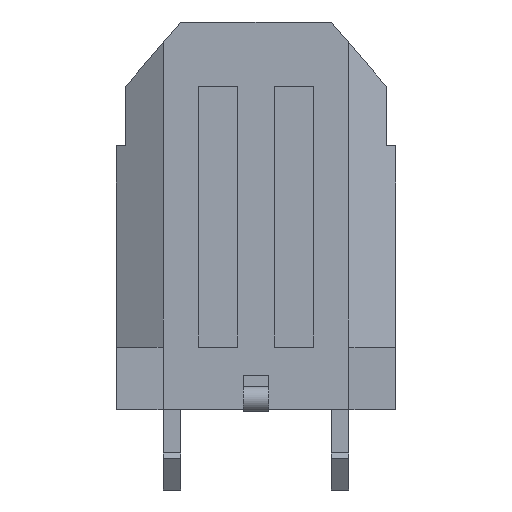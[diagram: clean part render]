
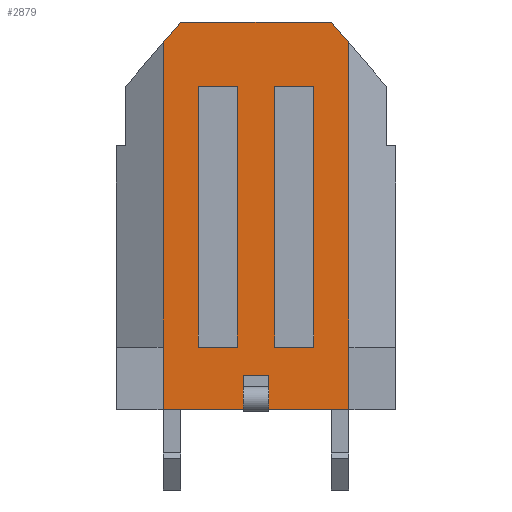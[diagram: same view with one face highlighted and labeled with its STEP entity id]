
A CAD part, front view. The second image highlights one B-rep face of the part: STEP entity #2879.
In plain terms, the highlighted planar face has unit normal (0, -1, 0).
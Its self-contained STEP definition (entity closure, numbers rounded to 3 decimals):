
#53=DIRECTION('',(1.,0.,0.));
#54=VECTOR('',#53,1.);
#55=CARTESIAN_POINT('',(-1.475,-3.43,3.315));
#56=LINE('',#55,#54);
#57=DIRECTION('',(0.,0.,1.));
#58=VECTOR('',#57,6.67);
#59=CARTESIAN_POINT('',(-1.475,-3.43,-3.355));
#60=LINE('',#59,#58);
#61=DIRECTION('',(1.,0.,0.));
#62=VECTOR('',#61,1.);
#63=CARTESIAN_POINT('',(-1.475,-3.43,-3.355));
#64=LINE('',#63,#62);
#65=DIRECTION('',(0.,0.,1.));
#66=VECTOR('',#65,6.67);
#67=CARTESIAN_POINT('',(-0.475,-3.43,-3.355));
#68=LINE('',#67,#66);
#69=DIRECTION('',(1.,0.,0.));
#70=VECTOR('',#69,1.);
#71=CARTESIAN_POINT('',(0.475,-3.43,3.315));
#72=LINE('',#71,#70);
#73=DIRECTION('',(0.,0.,1.));
#74=VECTOR('',#73,6.67);
#75=CARTESIAN_POINT('',(0.475,-3.43,-3.355));
#76=LINE('',#75,#74);
#77=DIRECTION('',(1.,0.,0.));
#78=VECTOR('',#77,1.);
#79=CARTESIAN_POINT('',(0.475,-3.43,-3.355));
#80=LINE('',#79,#78);
#81=DIRECTION('',(0.,0.,1.));
#82=VECTOR('',#81,6.67);
#83=CARTESIAN_POINT('',(1.475,-3.43,-3.355));
#84=LINE('',#83,#82);
#85=DIRECTION('',(0.,0.,1.));
#86=VECTOR('',#85,0.64);
#87=CARTESIAN_POINT('',(0.32,-3.43,-4.714));
#88=LINE('',#87,#86);
#89=DIRECTION('',(0.,0.,1.));
#90=VECTOR('',#89,0.64);
#91=CARTESIAN_POINT('',(-0.32,-3.43,-4.714));
#92=LINE('',#91,#90);
#93=DIRECTION('',(0.,0.,-1.));
#94=VECTOR('',#93,0.241);
#95=CARTESIAN_POINT('',(-0.32,-3.43,-4.714));
#96=LINE('',#95,#94);
#97=DIRECTION('',(0.,0.,-1.));
#98=VECTOR('',#97,7.783);
#99=CARTESIAN_POINT('',(-2.375,-3.43,4.428));
#100=LINE('',#99,#98);
#101=DIRECTION('',(-0.649,0.,-0.761));
#102=VECTOR('',#101,0.693);
#103=CARTESIAN_POINT('',(-1.925,-3.43,4.955));
#104=LINE('',#103,#102);
#105=DIRECTION('',(1.,0.,0.));
#106=VECTOR('',#105,3.85);
#107=CARTESIAN_POINT('',(-1.925,-3.43,4.955));
#108=LINE('',#107,#106);
#109=DIRECTION('',(-0.649,0.,0.761));
#110=VECTOR('',#109,0.693);
#111=CARTESIAN_POINT('',(2.375,-3.43,4.428));
#112=LINE('',#111,#110);
#113=DIRECTION('',(0.,0.,-1.));
#114=VECTOR('',#113,7.783);
#115=CARTESIAN_POINT('',(2.375,-3.43,4.428));
#116=LINE('',#115,#114);
#117=DIRECTION('',(0.,0.,-1.));
#118=VECTOR('',#117,1.6);
#119=CARTESIAN_POINT('',(2.375,-3.43,-3.355));
#120=LINE('',#119,#118);
#121=DIRECTION('',(0.,0.,-1.));
#122=VECTOR('',#121,0.241);
#123=CARTESIAN_POINT('',(0.32,-3.43,-4.714));
#124=LINE('',#123,#122);
#449=DIRECTION('',(-1.,0.,0.));
#450=VECTOR('',#449,0.64);
#451=CARTESIAN_POINT('',(0.32,-3.43,-4.074));
#452=LINE('',#451,#450);
#1061=DIRECTION('',(-1.,0.,0.));
#1062=VECTOR('',#1061,2.055);
#1063=CARTESIAN_POINT('',(2.375,-3.43,-4.955));
#1064=LINE('',#1063,#1062);
#1077=DIRECTION('',(-1.,0.,0.));
#1078=VECTOR('',#1077,2.055);
#1079=CARTESIAN_POINT('',(-0.32,-3.43,-4.955));
#1080=LINE('',#1079,#1078);
#2039=DIRECTION('',(0.,0.,-1.));
#2040=VECTOR('',#2039,1.6);
#2041=CARTESIAN_POINT('',(-2.375,-3.43,-3.355));
#2042=LINE('',#2041,#2040);
#2071=CARTESIAN_POINT('',(-1.925,-3.43,4.955));
#2072=CARTESIAN_POINT('',(1.925,-3.43,4.955));
#2073=VERTEX_POINT('',#2071);
#2074=VERTEX_POINT('',#2072);
#2167=CARTESIAN_POINT('',(0.32,-3.43,-4.955));
#2169=VERTEX_POINT('',#2167);
#2171=CARTESIAN_POINT('',(-0.32,-3.43,-4.955));
#2173=VERTEX_POINT('',#2171);
#2178=CARTESIAN_POINT('',(2.375,-3.43,-3.355));
#2180=VERTEX_POINT('',#2178);
#2182=CARTESIAN_POINT('',(-2.375,-3.43,-3.355));
#2184=VERTEX_POINT('',#2182);
#2191=CARTESIAN_POINT('',(2.375,-3.43,-4.955));
#2192=VERTEX_POINT('',#2191);
#2193=CARTESIAN_POINT('',(-2.375,-3.43,-4.955));
#2194=VERTEX_POINT('',#2193);
#2195=CARTESIAN_POINT('',(0.32,-3.43,-4.714));
#2196=VERTEX_POINT('',#2195);
#2197=CARTESIAN_POINT('',(-0.32,-3.43,-4.714));
#2198=VERTEX_POINT('',#2197);
#2275=CARTESIAN_POINT('',(0.32,-3.43,-4.074));
#2276=VERTEX_POINT('',#2275);
#2277=CARTESIAN_POINT('',(-0.32,-3.43,-4.074));
#2278=VERTEX_POINT('',#2277);
#2437=CARTESIAN_POINT('',(-1.475,-3.43,3.315));
#2438=CARTESIAN_POINT('',(-0.475,-3.43,3.315));
#2439=VERTEX_POINT('',#2437);
#2440=VERTEX_POINT('',#2438);
#2441=CARTESIAN_POINT('',(0.475,-3.43,3.315));
#2442=CARTESIAN_POINT('',(1.475,-3.43,3.315));
#2443=VERTEX_POINT('',#2441);
#2444=VERTEX_POINT('',#2442);
#2445=CARTESIAN_POINT('',(-1.475,-3.43,-3.355));
#2446=CARTESIAN_POINT('',(-0.475,-3.43,-3.355));
#2447=VERTEX_POINT('',#2445);
#2448=VERTEX_POINT('',#2446);
#2449=CARTESIAN_POINT('',(0.475,-3.43,-3.355));
#2450=CARTESIAN_POINT('',(1.475,-3.43,-3.355));
#2451=VERTEX_POINT('',#2449);
#2452=VERTEX_POINT('',#2450);
#2637=CARTESIAN_POINT('',(2.375,-3.43,4.428));
#2638=VERTEX_POINT('',#2637);
#2639=CARTESIAN_POINT('',(-2.375,-3.43,4.428));
#2640=VERTEX_POINT('',#2639);
#2825=CARTESIAN_POINT('',(-3.325,-3.43,4.955));
#2826=DIRECTION('',(0.,-1.,0.));
#2827=DIRECTION('',(0.,0.,-1.));
#2828=AXIS2_PLACEMENT_3D('',#2825,#2826,#2827);
#2829=PLANE('',#2828);
#2831=ORIENTED_EDGE('',*,*,#2830,.T.);
#2833=ORIENTED_EDGE('',*,*,#2832,.T.);
#2835=ORIENTED_EDGE('',*,*,#2834,.F.);
#2837=ORIENTED_EDGE('',*,*,#2836,.T.);
#2839=ORIENTED_EDGE('',*,*,#2838,.T.);
#2841=ORIENTED_EDGE('',*,*,#2840,.F.);
#2842=ORIENTED_EDGE('',*,*,#2812,.F.);
#2844=ORIENTED_EDGE('',*,*,#2843,.F.);
#2846=ORIENTED_EDGE('',*,*,#2845,.T.);
#2848=ORIENTED_EDGE('',*,*,#2847,.F.);
#2850=ORIENTED_EDGE('',*,*,#2849,.T.);
#2852=ORIENTED_EDGE('',*,*,#2851,.T.);
#2854=ORIENTED_EDGE('',*,*,#2853,.T.);
#2856=ORIENTED_EDGE('',*,*,#2855,.F.);
#2857=EDGE_LOOP('',(#2831,#2833,#2835,#2837,#2839,#2841,#2842,#2844,#2846,#2848,
#2850,#2852,#2854,#2856));
#2858=FACE_OUTER_BOUND('',#2857,.F.);
#2860=ORIENTED_EDGE('',*,*,#2859,.F.);
#2862=ORIENTED_EDGE('',*,*,#2861,.F.);
#2864=ORIENTED_EDGE('',*,*,#2863,.T.);
#2866=ORIENTED_EDGE('',*,*,#2865,.T.);
#2867=EDGE_LOOP('',(#2860,#2862,#2864,#2866));
#2868=FACE_BOUND('',#2867,.F.);
#2870=ORIENTED_EDGE('',*,*,#2869,.F.);
#2872=ORIENTED_EDGE('',*,*,#2871,.F.);
#2874=ORIENTED_EDGE('',*,*,#2873,.T.);
#2876=ORIENTED_EDGE('',*,*,#2875,.T.);
#2877=EDGE_LOOP('',(#2870,#2872,#2874,#2876));
#2878=FACE_BOUND('',#2877,.F.);
#2879=ADVANCED_FACE('',(#2858,#2868,#2878),#2829,.T.);
#2812=EDGE_CURVE('',#2640,#2184,#100,.T.);
#2830=EDGE_CURVE('',#2196,#2276,#88,.T.);
#2832=EDGE_CURVE('',#2276,#2278,#452,.T.);
#2834=EDGE_CURVE('',#2198,#2278,#92,.T.);
#2836=EDGE_CURVE('',#2198,#2173,#96,.T.);
#2838=EDGE_CURVE('',#2173,#2194,#1080,.T.);
#2840=EDGE_CURVE('',#2184,#2194,#2042,.T.);
#2843=EDGE_CURVE('',#2073,#2640,#104,.T.);
#2845=EDGE_CURVE('',#2073,#2074,#108,.T.);
#2847=EDGE_CURVE('',#2638,#2074,#112,.T.);
#2849=EDGE_CURVE('',#2638,#2180,#116,.T.);
#2851=EDGE_CURVE('',#2180,#2192,#120,.T.);
#2853=EDGE_CURVE('',#2192,#2169,#1064,.T.);
#2855=EDGE_CURVE('',#2196,#2169,#124,.T.);
#2859=EDGE_CURVE('',#2443,#2444,#72,.T.);
#2861=EDGE_CURVE('',#2451,#2443,#76,.T.);
#2863=EDGE_CURVE('',#2451,#2452,#80,.T.);
#2865=EDGE_CURVE('',#2452,#2444,#84,.T.);
#2869=EDGE_CURVE('',#2439,#2440,#56,.T.);
#2871=EDGE_CURVE('',#2447,#2439,#60,.T.);
#2873=EDGE_CURVE('',#2447,#2448,#64,.T.);
#2875=EDGE_CURVE('',#2448,#2440,#68,.T.);
